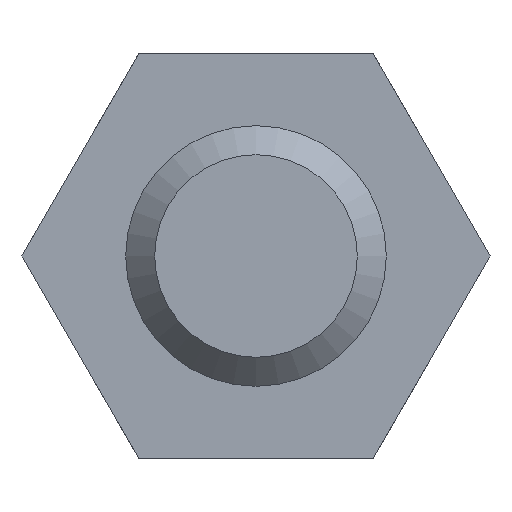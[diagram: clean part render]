
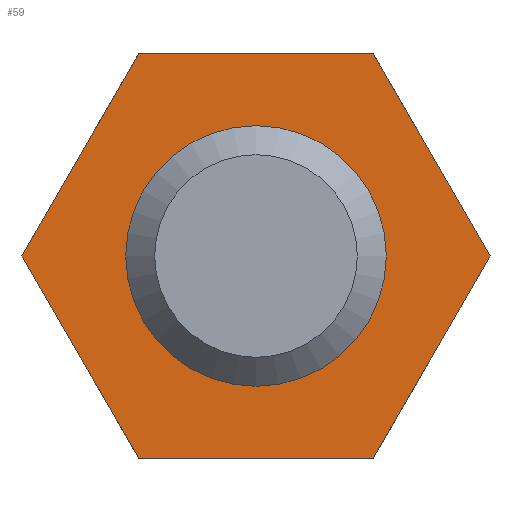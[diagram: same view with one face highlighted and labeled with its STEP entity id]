
A CAD part, front view. The second image highlights one B-rep face of the part: STEP entity #59.
In plain terms, the highlighted planar face has unit normal (0, -1, 0).
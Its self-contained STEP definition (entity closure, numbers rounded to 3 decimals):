
#12 = AXIS2_PLACEMENT_3D ( 'NONE', #351, #68, #344 ) ;
#24 = AXIS2_PLACEMENT_3D ( 'NONE', #453, #346, #132 ) ;
#28 = CARTESIAN_POINT ( 'NONE',  ( -2.021, 0., -3.5 ) ) ;
#35 = LINE ( 'NONE', #179, #72 ) ;
#46 = VERTEX_POINT ( 'NONE', #173 ) ;
#50 = VERTEX_POINT ( 'NONE', #281 ) ;
#59 = ADVANCED_FACE ( 'NONE', ( #208, #379 ), #310, .F. ) ;
#62 = EDGE_CURVE ( 'NONE', #50, #377, #63, .T. ) ;
#63 = LINE ( 'NONE', #456, #212 ) ;
#68 = DIRECTION ( 'NONE',  ( 0., -1., 0. ) ) ;
#72 = VECTOR ( 'NONE', #389, 1000. ) ;
#86 = VECTOR ( 'NONE', #419, 1000. ) ;
#89 = EDGE_CURVE ( 'NONE', #350, #350, #128, .T. ) ;
#96 = EDGE_CURVE ( 'NONE', #158, #46, #270, .T. ) ;
#101 = EDGE_CURVE ( 'NONE', #232, #50, #425, .T. ) ;
#109 = ORIENTED_EDGE ( 'NONE', *, *, #123, .F. ) ;
#115 = ORIENTED_EDGE ( 'NONE', *, *, #408, .F. ) ;
#119 = EDGE_LOOP ( 'NONE', ( #290 ) ) ;
#123 = EDGE_CURVE ( 'NONE', #46, #232, #35, .T. ) ;
#126 = CARTESIAN_POINT ( 'NONE',  ( 2.021, 0., 3.5 ) ) ;
#128 = CIRCLE ( 'NONE', #12, 2.25 ) ;
#131 = DIRECTION ( 'NONE',  ( 0.5, 0., -0.866 ) ) ;
#132 = DIRECTION ( 'NONE',  ( 0., 0., 1. ) ) ;
#133 = VECTOR ( 'NONE', #131, 1000. ) ;
#140 = DIRECTION ( 'NONE',  ( 1., 0., 0. ) ) ;
#145 = ORIENTED_EDGE ( 'NONE', *, *, #62, .F. ) ;
#158 = VERTEX_POINT ( 'NONE', #398 ) ;
#173 = CARTESIAN_POINT ( 'NONE',  ( 2.021, 0., -3.5 ) ) ;
#178 = CARTESIAN_POINT ( 'NONE',  ( 0., 0., -2.25 ) ) ;
#179 = CARTESIAN_POINT ( 'NONE',  ( 2.021, 0., -3.5 ) ) ;
#208 = FACE_BOUND ( 'NONE', #119, .T. ) ;
#210 = CARTESIAN_POINT ( 'NONE',  ( 4.041, 0., 0. ) ) ;
#212 = VECTOR ( 'NONE', #248, 1000. ) ;
#225 = EDGE_LOOP ( 'NONE', ( #369, #115, #145, #413, #109, #399 ) ) ;
#232 = VERTEX_POINT ( 'NONE', #264 ) ;
#243 = LINE ( 'NONE', #392, #258 ) ;
#248 = DIRECTION ( 'NONE',  ( 0.5, 0., 0.866 ) ) ;
#258 = VECTOR ( 'NONE', #140, 1000. ) ;
#264 = CARTESIAN_POINT ( 'NONE',  ( -2.021, 0., -3.5 ) ) ;
#270 = LINE ( 'NONE', #210, #86 ) ;
#276 = EDGE_CURVE ( 'NONE', #365, #158, #309, .T. ) ;
#281 = CARTESIAN_POINT ( 'NONE',  ( -4.041, 0., 0. ) ) ;
#290 = ORIENTED_EDGE ( 'NONE', *, *, #89, .F. ) ;
#309 = LINE ( 'NONE', #455, #133 ) ;
#310 = PLANE ( 'NONE',  #24 ) ;
#344 = DIRECTION ( 'NONE',  ( 0., 0., -1. ) ) ;
#346 = DIRECTION ( 'NONE',  ( 0., 1., 0. ) ) ;
#348 = DIRECTION ( 'NONE',  ( -0.5, 0., 0.866 ) ) ;
#350 = VERTEX_POINT ( 'NONE', #178 ) ;
#351 = CARTESIAN_POINT ( 'NONE',  ( 0., 0., 0. ) ) ;
#365 = VERTEX_POINT ( 'NONE', #126 ) ;
#369 = ORIENTED_EDGE ( 'NONE', *, *, #276, .F. ) ;
#377 = VERTEX_POINT ( 'NONE', #412 ) ;
#379 = FACE_OUTER_BOUND ( 'NONE', #225, .T. ) ;
#388 = VECTOR ( 'NONE', #348, 1000. ) ;
#389 = DIRECTION ( 'NONE',  ( -1., 0., 0. ) ) ;
#392 = CARTESIAN_POINT ( 'NONE',  ( -2.021, 0., 3.5 ) ) ;
#398 = CARTESIAN_POINT ( 'NONE',  ( 4.041, 0., 0. ) ) ;
#399 = ORIENTED_EDGE ( 'NONE', *, *, #96, .F. ) ;
#408 = EDGE_CURVE ( 'NONE', #377, #365, #243, .T. ) ;
#412 = CARTESIAN_POINT ( 'NONE',  ( -2.021, 0., 3.5 ) ) ;
#413 = ORIENTED_EDGE ( 'NONE', *, *, #101, .F. ) ;
#419 = DIRECTION ( 'NONE',  ( -0.5, 0., -0.866 ) ) ;
#425 = LINE ( 'NONE', #28, #388 ) ;
#453 = CARTESIAN_POINT ( 'NONE',  ( 0., 0., 0. ) ) ;
#455 = CARTESIAN_POINT ( 'NONE',  ( 2.021, 0., 3.5 ) ) ;
#456 = CARTESIAN_POINT ( 'NONE',  ( -4.041, 0., 0. ) ) ;
